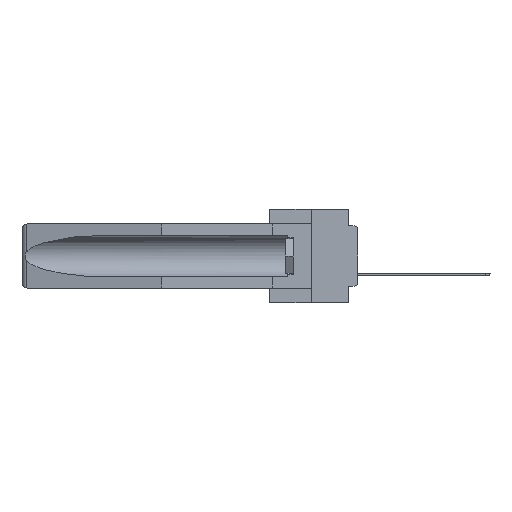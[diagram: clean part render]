
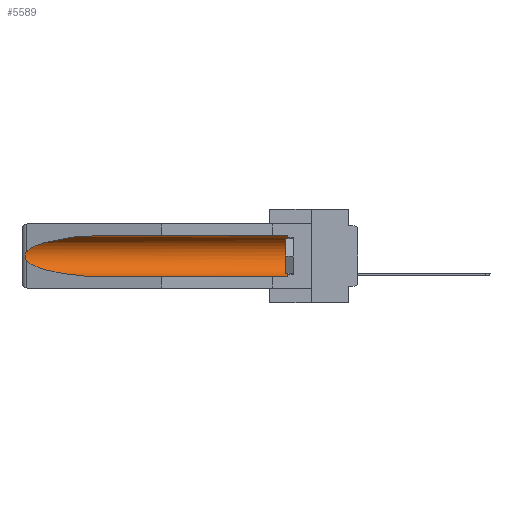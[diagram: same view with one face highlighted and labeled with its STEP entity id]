
A CAD part, left-side view. The second image highlights one B-rep face of the part: STEP entity #5589.
In plain terms, the highlighted cylindrical face has radius 2.857 mm (diameter 5.715 mm), a partial arc.
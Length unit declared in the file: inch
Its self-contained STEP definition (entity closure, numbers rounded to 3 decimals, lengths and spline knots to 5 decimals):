
#1688 = CARTESIAN_POINT ( 'NONE',  ( 0.2675, 1.53308, -0.17534 ) ) ;
#1923 = CARTESIAN_POINT ( 'NONE',  ( 0.155, -0.30754, -0.1715 ) ) ;
#3184 = VERTEX_POINT ( 'NONE', #10119 ) ;
#3363 = CARTESIAN_POINT ( 'NONE',  ( 0.155, 0.126, -0.059 ) ) ;
#3889 = CARTESIAN_POINT ( 'NONE',  ( 0.26537, 1.52718, -0.14972 ) ) ;
#4558 = CYLINDRICAL_SURFACE ( 'NONE', #13997, 0.1125 ) ;
#5589 = ADVANCED_FACE ( 'NONE', ( #17936 ), #4558, .F. ) ;
#5899 = ORIENTED_EDGE ( 'NONE', *, *, #20798, .T. ) ;
#6955 = CARTESIAN_POINT ( 'NONE',  ( 0.2673, 1.53269, -0.17917 ) ) ;
#7181 = CARTESIAN_POINT ( 'NONE',  ( 0.26537, 1.52718, -0.19328 ) ) ;
#7542 = EDGE_CURVE ( 'NONE', #32116, #9335, #30982, .T. ) ;
#8755 = CARTESIAN_POINT ( 'NONE',  ( 0.26537, 1.52718, -0.19328 ) ) ;
#9335 = VERTEX_POINT ( 'NONE', #7181 ) ;
#10119 = CARTESIAN_POINT ( 'NONE',  ( 0.155, 0.126, -0.284 ) ) ;
#10403 = CARTESIAN_POINT ( 'NONE',  ( 0.155, 1.07973, -0.284 ) ) ;
#10641 =( BOUNDED_CURVE ( )  B_SPLINE_CURVE ( 3, ( #8755, #11902, #25301, #25654 ),
 .UNSPECIFIED., .F., .F. ) 
 B_SPLINE_CURVE_WITH_KNOTS ( ( 4, 4 ),
 ( 0.1948, 1.5708 ),
 .UNSPECIFIED. ) 
 CURVE ( )  GEOMETRIC_REPRESENTATION_ITEM ( )  RATIONAL_B_SPLINE_CURVE ( ( 1., 0.848, 0.848, 1. ) ) 
 REPRESENTATION_ITEM ( '' )  );
#10902 = AXIS2_PLACEMENT_3D ( 'NONE', #17078, #22532, #17271 ) ;
#11765 = ORIENTED_EDGE ( 'NONE', *, *, #25797, .T. ) ;
#11902 = CARTESIAN_POINT ( 'NONE',  ( 0.25451, 1.48313, -0.24835 ) ) ;
#12759 = CARTESIAN_POINT ( 'NONE',  ( 0.2673, 1.5327, -0.16383 ) ) ;
#13040 = EDGE_LOOP ( 'NONE', ( #33046, #32680, #11765, #34124, #5899, #34672 ) ) ;
#13553 = EDGE_CURVE ( 'NONE', #29441, #29698, #16312, .T. ) ;
#13997 = AXIS2_PLACEMENT_3D ( 'NONE', #1923, #23386, #31466 ) ;
#14726 = VECTOR ( 'NONE', #26914, 39.37008 ) ;
#16008 = LINE ( 'NONE', #16191, #14726 ) ;
#16191 = CARTESIAN_POINT ( 'NONE',  ( 0.155, -0.30754, -0.284 ) ) ;
#16312 = LINE ( 'NONE', #27030, #32486 ) ;
#17078 = CARTESIAN_POINT ( 'NONE',  ( 0.155, 0.126, -0.1715 ) ) ;
#17271 = DIRECTION ( 'NONE',  ( 0., 0., 1. ) ) ;
#17936 = FACE_OUTER_BOUND ( 'NONE', #13040, .T. ) ;
#18028 = CARTESIAN_POINT ( 'NONE',  ( 0.26597, 1.52961, -0.15275 ) ) ;
#18097 = CARTESIAN_POINT ( 'NONE',  ( 0.25451, 1.48313, -0.09465 ) ) ;
#20506 = CARTESIAN_POINT ( 'NONE',  ( 0.2675, 1.53308, -0.16763 ) ) ;
#20798 = EDGE_CURVE ( 'NONE', #3184, #29441, #31683, .T. ) ;
#22532 = DIRECTION ( 'NONE',  ( 0., -1., 0. ) ) ;
#22970 = CARTESIAN_POINT ( 'NONE',  ( 0.26537, 1.52718, -0.19328 ) ) ;
#23046 = CARTESIAN_POINT ( 'NONE',  ( 0.21114, 1.30732, -0.059 ) ) ;
#23386 = DIRECTION ( 'NONE',  ( 0., 1., 0. ) ) ;
#25301 = CARTESIAN_POINT ( 'NONE',  ( 0.21114, 1.30732, -0.284 ) ) ;
#25519 = CARTESIAN_POINT ( 'NONE',  ( 0.155, 1.07973, -0.059 ) ) ;
#25654 = CARTESIAN_POINT ( 'NONE',  ( 0.155, 1.07973, -0.284 ) ) ;
#25795 = CARTESIAN_POINT ( 'NONE',  ( 0.26537, 1.52718, -0.14972 ) ) ;
#25797 = EDGE_CURVE ( 'NONE', #9335, #28022, #10641, .T. ) ;
#26914 = DIRECTION ( 'NONE',  ( 0., 1., 0. ) ) ;
#27030 = CARTESIAN_POINT ( 'NONE',  ( 0.155, -0.30754, -0.059 ) ) ;
#27265 = EDGE_CURVE ( 'NONE', #29698, #32116, #28639, .T. ) ;
#28022 = VERTEX_POINT ( 'NONE', #10403 ) ;
#28430 = CARTESIAN_POINT ( 'NONE',  ( 0.26597, 1.5296, -0.19026 ) ) ;
#28605 = CARTESIAN_POINT ( 'NONE',  ( 0.26655, 1.53094, -0.18657 ) ) ;
#28639 =( BOUNDED_CURVE ( )  B_SPLINE_CURVE ( 3, ( #28676, #23046, #18097, #3889 ),
 .UNSPECIFIED., .F., .F. ) 
 B_SPLINE_CURVE_WITH_KNOTS ( ( 4, 4 ),
 ( 4.71239, 6.08839 ),
 .UNSPECIFIED. ) 
 CURVE ( )  GEOMETRIC_REPRESENTATION_ITEM ( )  RATIONAL_B_SPLINE_CURVE ( ( 1., 0.848, 0.848, 1. ) ) 
 REPRESENTATION_ITEM ( '' )  );
#28676 = CARTESIAN_POINT ( 'NONE',  ( 0.155, 1.07973, -0.059 ) ) ;
#28755 = CARTESIAN_POINT ( 'NONE',  ( 0.26654, 1.53092, -0.15636 ) ) ;
#29441 = VERTEX_POINT ( 'NONE', #3363 ) ;
#29698 = VERTEX_POINT ( 'NONE', #25519 ) ;
#29983 = CARTESIAN_POINT ( 'NONE',  ( 0.26537, 1.52718, -0.14972 ) ) ;
#30982 = B_SPLINE_CURVE_WITH_KNOTS ( 'NONE', 3,
 ( #25795, #18028, #28755, #12759, #20506, #1688, #6955, #28605, #28430, #22970 ),
 .UNSPECIFIED., .F., .F.,
 ( 4, 2, 2, 2, 4 ),
 ( 0., 0.00029, 0.00058, 0.00087, 0.00117 ),
 .UNSPECIFIED. ) ;
#31324 = EDGE_CURVE ( 'NONE', #3184, #28022, #16008, .T. ) ;
#31466 = DIRECTION ( 'NONE',  ( 0., 0., 1. ) ) ;
#31597 = DIRECTION ( 'NONE',  ( 0., 1., 0. ) ) ;
#31683 = CIRCLE ( 'NONE', #10902, 0.1125 ) ;
#32116 = VERTEX_POINT ( 'NONE', #29983 ) ;
#32486 = VECTOR ( 'NONE', #31597, 39.37008 ) ;
#32680 = ORIENTED_EDGE ( 'NONE', *, *, #7542, .T. ) ;
#33046 = ORIENTED_EDGE ( 'NONE', *, *, #27265, .T. ) ;
#34124 = ORIENTED_EDGE ( 'NONE', *, *, #31324, .F. ) ;
#34672 = ORIENTED_EDGE ( 'NONE', *, *, #13553, .T. ) ;
